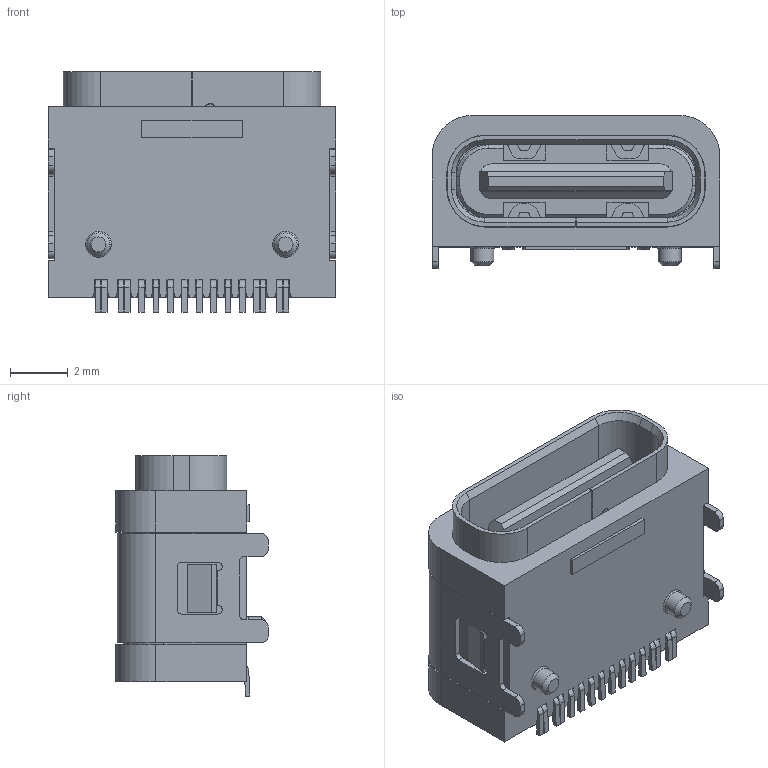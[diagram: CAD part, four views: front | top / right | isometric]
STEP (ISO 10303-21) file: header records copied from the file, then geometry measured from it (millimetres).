
FILE_DESCRIPTION(/* description */ ('STEP AP214'),/* implementation_level */ '2;1');
FILE_NAME(/* name */ 'USB4730-GF-A',/* time_stamp */ '2024-08-28T15:47:23+02:00',/* author */ ('License CC BY-ND 4.0'),/* organization */ ('CADENAS'),/* preprocessor_version */ 'ST-DEVELOPER v19.3',/* originating_system */ 'PARTsolutions',/* authorisation */ ' ');
FILE_SCHEMA (('AUTOMOTIVE_DESIGN {1 0 10303 214 3 1 1}'));
Length unit declared in the file: millimetre
Products named in the file (4): USB4730-GF-A; USB4730-GF-A_PART1; USB4730-GF-A_PART2; USB4730-GF-A_PART3
Assembly tree (3 placements, depth 2):
  USB4730-GF-A
    USB4730-GF-A_PART1
    USB4730-GF-A_PART2
    USB4730-GF-A_PART3
Bounding box: 10 x 5.31 x 8.36 mm (x, y, z)
Volume: 226.5 mm3; surface area: 972.5 mm2
Topology: 3 solids, 4 shells, 721 faces, 1994 edges, 1297 vertices
Faces by surface type: plane 523, cylinder 182, cone 12, bspline 4
Full cylindrical faces by diameter (mm): 0.8 x2
Entity records: 26443 total; most frequent: CARTESIAN_POINT 4136, ORIENTED_EDGE 3978, DIRECTION 3817, EDGE_CURVE 1989, LINE 1591, VECTOR 1591, VERTEX_POINT 1296, AXIS2_PLACEMENT_3D 1113
